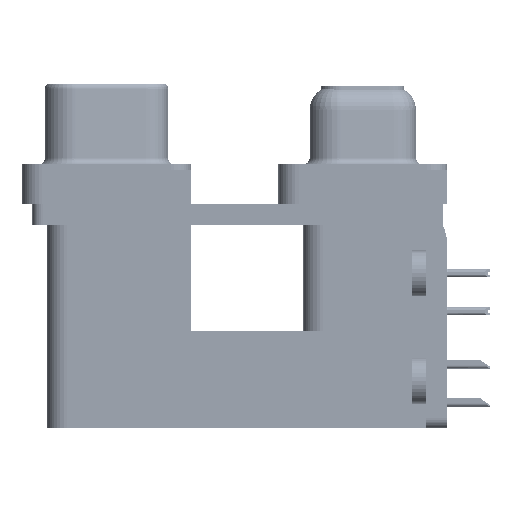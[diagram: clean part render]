
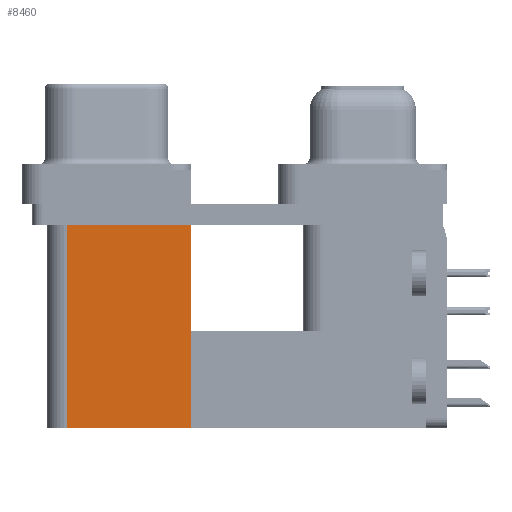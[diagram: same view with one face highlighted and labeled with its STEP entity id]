
A CAD part, left-side view. The second image highlights one B-rep face of the part: STEP entity #8460.
In plain terms, the highlighted planar face has unit normal (-1, 0, 0).
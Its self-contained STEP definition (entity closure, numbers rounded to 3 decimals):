
#807 = DIRECTION ( 'NONE',  ( 0., 0., 1. ) ) ;
#1427 = LINE ( 'NONE', #41162, #35072 ) ;
#1577 = VERTEX_POINT ( 'NONE', #41944 ) ;
#3779 = ORIENTED_EDGE ( 'NONE', *, *, #28877, .F. ) ;
#7185 = CARTESIAN_POINT ( 'NONE',  ( 3.7, 12.775, -19.2 ) ) ;
#8460 = ADVANCED_FACE ( 'NONE', ( #55947 ), #56787, .F. ) ;
#8847 = LINE ( 'NONE', #39859, #19256 ) ;
#9308 = EDGE_LOOP ( 'NONE', ( #32253, #41151, #3779, #14792 ) ) ;
#10398 = CARTESIAN_POINT ( 'NONE',  ( 3.7, 12.775, -19.2 ) ) ;
#13884 = LINE ( 'NONE', #44334, #28041 ) ;
#14792 = ORIENTED_EDGE ( 'NONE', *, *, #46526, .T. ) ;
#19256 = VECTOR ( 'NONE', #26525, 1000. ) ;
#19752 = AXIS2_PLACEMENT_3D ( 'NONE', #7185, #30066, #47500 ) ;
#20703 = VERTEX_POINT ( 'NONE', #33037 ) ;
#25139 = CARTESIAN_POINT ( 'NONE',  ( 3.7, 21.975, -2.5 ) ) ;
#26525 = DIRECTION ( 'NONE',  ( 0., 0., 1. ) ) ;
#28041 = VECTOR ( 'NONE', #807, 1000. ) ;
#28088 = DIRECTION ( 'NONE',  ( 0., 1., 0. ) ) ;
#28877 = EDGE_CURVE ( 'NONE', #20703, #52251, #39719, .T. ) ;
#30001 = EDGE_CURVE ( 'NONE', #1577, #43433, #1427, .T. ) ;
#30066 = DIRECTION ( 'NONE',  ( 1., 0., 0. ) ) ;
#32253 = ORIENTED_EDGE ( 'NONE', *, *, #30001, .T. ) ;
#33037 = CARTESIAN_POINT ( 'NONE',  ( 3.7, 12.775, -19.2 ) ) ;
#34789 = DIRECTION ( 'NONE',  ( 0., 1., 0. ) ) ;
#35072 = VECTOR ( 'NONE', #28088, 1000. ) ;
#38517 = EDGE_CURVE ( 'NONE', #52251, #43433, #13884, .T. ) ;
#39719 = LINE ( 'NONE', #10398, #56094 ) ;
#39859 = CARTESIAN_POINT ( 'NONE',  ( 3.7, 12.775, -19.2 ) ) ;
#41151 = ORIENTED_EDGE ( 'NONE', *, *, #38517, .F. ) ;
#41162 = CARTESIAN_POINT ( 'NONE',  ( 3.7, 12.775, -2.5 ) ) ;
#41944 = CARTESIAN_POINT ( 'NONE',  ( 3.7, 12.775, -2.5 ) ) ;
#43433 = VERTEX_POINT ( 'NONE', #25139 ) ;
#44334 = CARTESIAN_POINT ( 'NONE',  ( 3.7, 21.975, -19.2 ) ) ;
#46526 = EDGE_CURVE ( 'NONE', #20703, #1577, #8847, .T. ) ;
#47500 = DIRECTION ( 'NONE',  ( 0., 1., 0. ) ) ;
#52251 = VERTEX_POINT ( 'NONE', #54083 ) ;
#54083 = CARTESIAN_POINT ( 'NONE',  ( 3.7, 21.975, -19.2 ) ) ;
#55947 = FACE_OUTER_BOUND ( 'NONE', #9308, .T. ) ;
#56094 = VECTOR ( 'NONE', #34789, 1000. ) ;
#56787 = PLANE ( 'NONE',  #19752 ) ;
